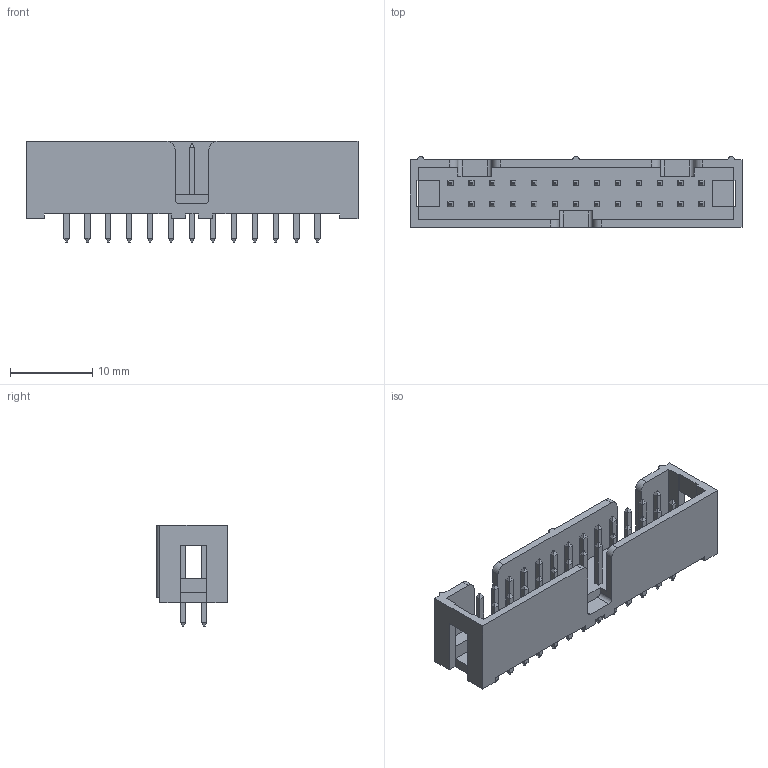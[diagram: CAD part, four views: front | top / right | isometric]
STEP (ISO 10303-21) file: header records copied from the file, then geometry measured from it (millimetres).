
FILE_DESCRIPTION(('Unknown'),'2;1');
FILE_NAME('','Unknown',('Unknown'),('Unknown'),'','Unknown','');
FILE_SCHEMA(('CONFIG_CONTROL_DESIGN'));
Length unit declared in the file: millimetre
Products named in the file (28): 3m-Stift; 3m-26polig
Assembly tree (27 placements, depth 2):
  (unnamed)
    3m-Stift
    3m-Stift
    3m-Stift
    3m-Stift
    3m-Stift
    3m-Stift
    3m-Stift
    3m-Stift
    3m-Stift
    3m-Stift
    3m-Stift
    3m-Stift
    3m-Stift
    3m-Stift
    3m-Stift
    3m-Stift
    3m-Stift
    3m-Stift
    3m-Stift
    3m-Stift
    3m-Stift
    3m-Stift
    3m-Stift
    3m-Stift
    3m-Stift
    3m-Stift
    3m-26polig
Bounding box: 40.34 x 8.59 x 12.3 mm (x, y, z)
Volume: 1297.1 mm3; surface area: 2916.1 mm2
Topology: 27 solids, 27 shells, 1144 faces, 2554 edges, 1460 vertices
Faces by surface type: plane 895, cylinder 249
Full cylindrical faces by diameter (mm): 0.63 x26
Entity records: 29927 total; most frequent: ORIENTED_EDGE 5056, CARTESIAN_POINT 4294, DIRECTION 3922, EDGE_CURVE 2528, LINE 1746, VECTOR 1746, VERTEX_POINT 1460, EDGE_LOOP 1222
